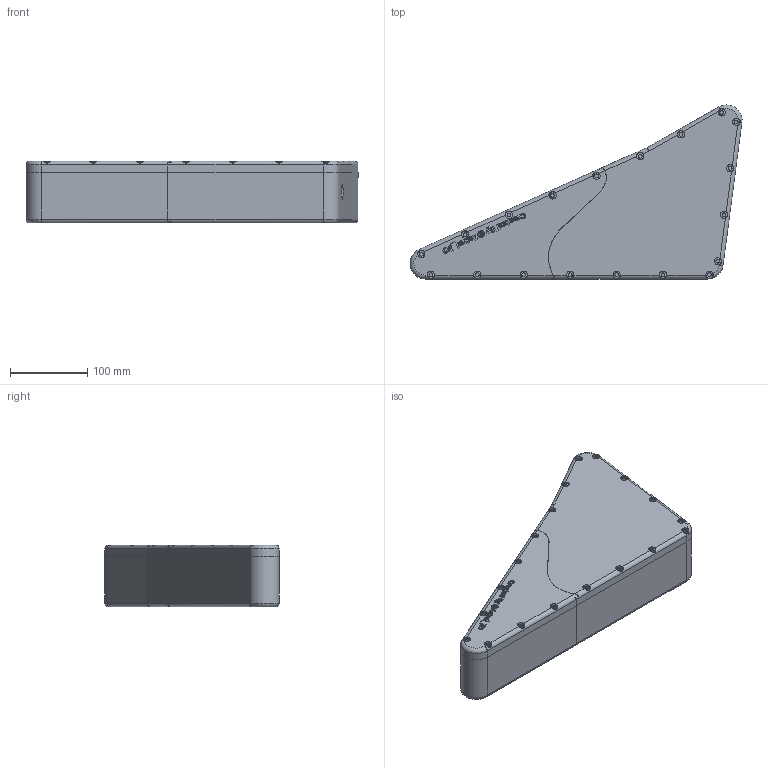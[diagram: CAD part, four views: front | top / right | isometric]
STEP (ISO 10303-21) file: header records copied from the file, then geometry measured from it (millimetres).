
FILE_DESCRIPTION(('Open CASCADE Model'),'2;1');
FILE_NAME('Open CASCADE Shape Model','2021-05-18T12:15:32',('Author'),( 'Open CASCADE'),'Open CASCADE STEP processor 7.4','Open CASCADE 7.4' ,'Unknown');
FILE_SCHEMA(('AUTOMOTIVE_DESIGN { 1 0 10303 214 1 1 1 1 }'));
Length unit declared in the file: millimetre
Products named in the file (5): Open CASCADE STEP translator 7.4 1; Open CASCADE STEP translator 7.4 1.1; Open CASCADE STEP translator 7.4 1.2; Open CASCADE STEP translator 7.4 1.3; Open CASCADE STEP translator 7.4 1.4
Assembly tree (4 placements, depth 2):
  Open CASCADE STEP translator 7.4 1
    Open CASCADE STEP translator 7.4 1.1
    Open CASCADE STEP translator 7.4 1.2
    Open CASCADE STEP translator 7.4 1.3
    Open CASCADE STEP translator 7.4 1.4
Bounding box: 429.12 x 224.94 x 80 mm (x, y, z)
Volume: 945221.8 mm3; surface area: 406260.8 mm2
Topology: 4 solids, 4 shells, 809 faces, 2102 edges, 1397 vertices
Faces by surface type: plane 418, extrusion 240, cylinder 143, torus 8
Full cylindrical faces by diameter (mm): 4.9 x38, 9.2 x19, 20 x1
Entity records: 62784 total; most frequent: CARTESIAN_POINT 22367, DIRECTION 6466, VECTOR 4542, LINE 4302, ORIENTED_EDGE 4204, PCURVE 4204, DEFINITIONAL_REPRESENTATION 4204, EDGE_CURVE 2102
